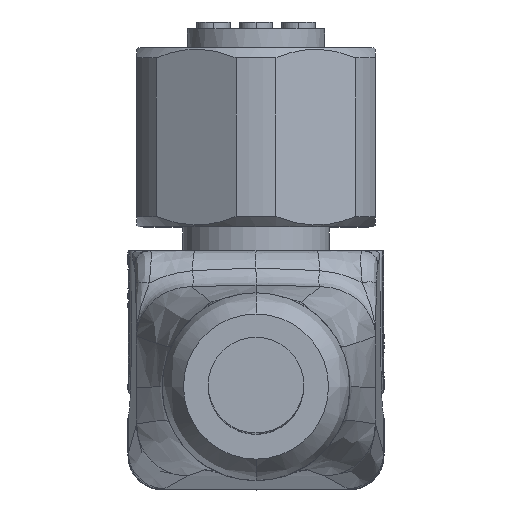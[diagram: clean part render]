
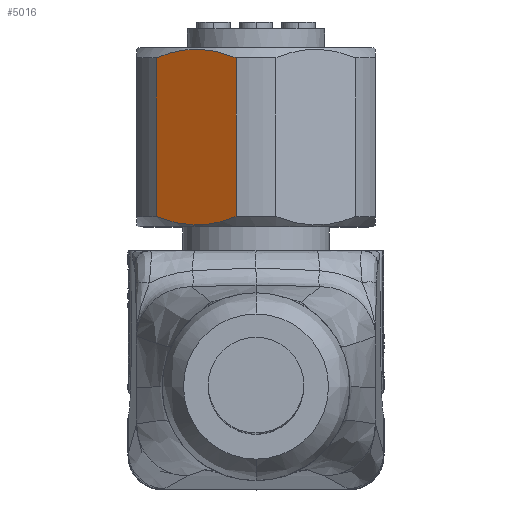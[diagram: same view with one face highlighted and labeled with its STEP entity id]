
A CAD part, top view. The second image highlights one B-rep face of the part: STEP entity #5016.
In plain terms, the highlighted planar face has unit normal (-0.5, 0, 0.866).
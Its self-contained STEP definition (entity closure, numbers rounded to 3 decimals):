
#142=CARTESIAN_POINT('',(-5.832,11.1,4.716));
#143=CARTESIAN_POINT('',(-5.6,11.004,4.85));
#144=CARTESIAN_POINT('',(-5.142,10.839,5.114));
#145=CARTESIAN_POINT('',(-4.479,10.678,5.497));
#146=CARTESIAN_POINT('',(-3.825,10.597,5.874));
#147=CARTESIAN_POINT('',(-3.175,10.597,6.25));
#148=CARTESIAN_POINT('',(-2.521,10.678,6.627));
#149=CARTESIAN_POINT('',(-1.858,10.839,7.01));
#150=CARTESIAN_POINT('',(-1.4,11.004,7.274));
#151=CARTESIAN_POINT('',(-1.168,11.1,7.408));
#287=DIRECTION('',(0.,1.,0.));
#288=VECTOR('',#287,9.3);
#289=CARTESIAN_POINT('',(-1.168,11.1,7.408));
#290=LINE('',#289,#288);
#299=DIRECTION('',(0.,-1.,0.));
#300=VECTOR('',#299,9.3);
#301=CARTESIAN_POINT('',(-5.832,20.4,4.716));
#302=LINE('',#301,#300);
#381=CARTESIAN_POINT('',(-1.168,20.4,7.408));
#382=CARTESIAN_POINT('',(-1.4,20.496,7.274));
#383=CARTESIAN_POINT('',(-1.858,20.661,7.01));
#384=CARTESIAN_POINT('',(-2.521,20.822,6.627));
#385=CARTESIAN_POINT('',(-3.175,20.903,6.25));
#386=CARTESIAN_POINT('',(-3.825,20.903,5.874));
#387=CARTESIAN_POINT('',(-4.479,20.822,5.497));
#388=CARTESIAN_POINT('',(-5.142,20.661,5.114));
#389=CARTESIAN_POINT('',(-5.6,20.496,4.85));
#390=CARTESIAN_POINT('',(-5.832,20.4,4.716));
#4531=CARTESIAN_POINT('',(-1.168,20.4,7.408));
#4532=VERTEX_POINT('',#4531);
#4533=VERTEX_POINT('',#390);
#4565=CARTESIAN_POINT('',(-5.832,11.1,4.716));
#4566=VERTEX_POINT('',#4565);
#4567=VERTEX_POINT('',#151);
#5003=CARTESIAN_POINT('',(-7.,10.5,4.041));
#5004=DIRECTION('',(0.5,0.,-0.866));
#5005=DIRECTION('',(0.866,0.,0.5));
#5006=AXIS2_PLACEMENT_3D('',#5003,#5004,#5005);
#5007=PLANE('',#5006);
#5008=ORIENTED_EDGE('',*,*,#4833,.F.);
#5010=ORIENTED_EDGE('',*,*,#5009,.F.);
#5012=ORIENTED_EDGE('',*,*,#5011,.F.);
#5013=ORIENTED_EDGE('',*,*,#4995,.F.);
#5014=EDGE_LOOP('',(#5008,#5010,#5012,#5013));
#5015=FACE_OUTER_BOUND('',#5014,.F.);
#5016=ADVANCED_FACE('',(#5015),#5007,.F.);
#152=B_SPLINE_CURVE_WITH_KNOTS('',3,(#142,#143,#144,#145,#146,#147,#148,#149,
#150,#151),.UNSPECIFIED.,.F.,.F.,(4,1,1,1,1,1,1,4),(0.,0.143,
0.286,0.429,0.571,0.714,
0.857,1.),.UNSPECIFIED.);
#391=B_SPLINE_CURVE_WITH_KNOTS('',3,(#381,#382,#383,#384,#385,#386,#387,#388,
#389,#390),.UNSPECIFIED.,.F.,.F.,(4,1,1,1,1,1,1,4),(0.,0.143,
0.286,0.429,0.571,0.714,
0.857,1.),.UNSPECIFIED.);
#4833=EDGE_CURVE('',#4566,#4567,#152,.T.);
#4995=EDGE_CURVE('',#4567,#4532,#290,.T.);
#5009=EDGE_CURVE('',#4533,#4566,#302,.T.);
#5011=EDGE_CURVE('',#4532,#4533,#391,.T.);
